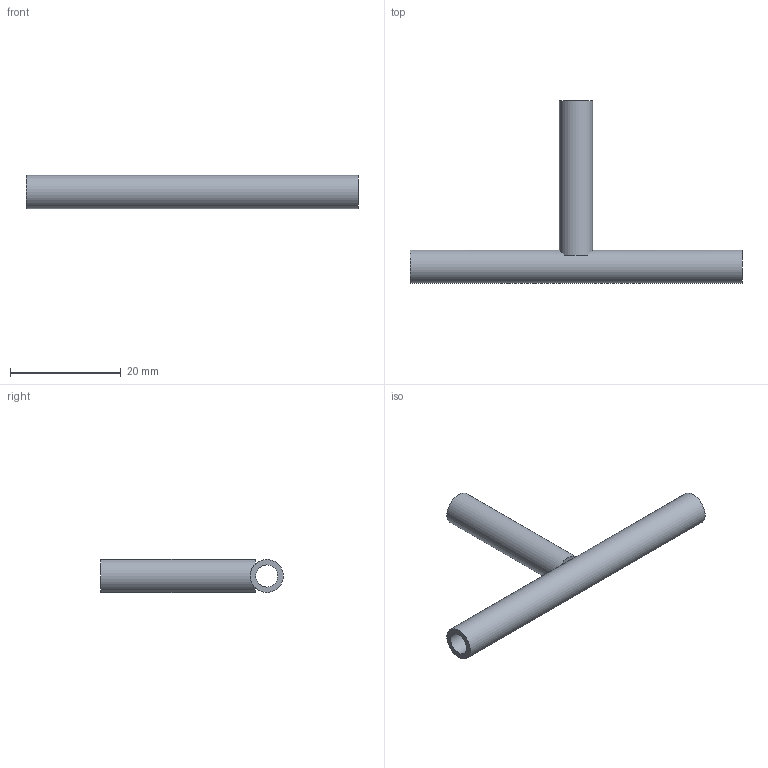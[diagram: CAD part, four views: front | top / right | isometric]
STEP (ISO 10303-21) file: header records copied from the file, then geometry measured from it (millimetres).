
FILE_DESCRIPTION(/* description */ ('T_6x1-6x1-Version 01'),/* implementation_level */ '2;1');
FILE_NAME(/* name */ 'T_6x1_6x1_L60_l30_V01.ipt.stp',/* time_stamp */ '2020-11-25T14:29:55+01:00',/* author */ ('ahenning'),/* organization */ ('Dockweiler AG '),/* preprocessor_version */ 'ST-DEVELOPER v18.1',/* originating_system */ 'Autodesk Inventor 2020',/* authorisation */ '');
FILE_SCHEMA (('AUTOMOTIVE_DESIGN { 1 0 10303 214 3 1 1 }'));
Length unit declared in the file: millimetre
Products named in the file (1): N0010_001_001_001_263
Bounding box: 60 x 33 x 6 mm (x, y, z)
Volume: 1360.9 mm3; surface area: 2810.6 mm2
Topology: 2 solids, 2 shells, 12 faces, 28 edges, 19 vertices
Faces by surface type: cylinder 7, plane 5
Full cylindrical faces by diameter (mm): 4 x3, 6 x2
Entity records: 411 total; most frequent: DIRECTION 73, CARTESIAN_POINT 60, ORIENTED_EDGE 56, AXIS2_PLACEMENT_3D 32, EDGE_CURVE 28, VERTEX_POINT 19, EDGE_LOOP 17, FACE_OUTER_BOUND 12
